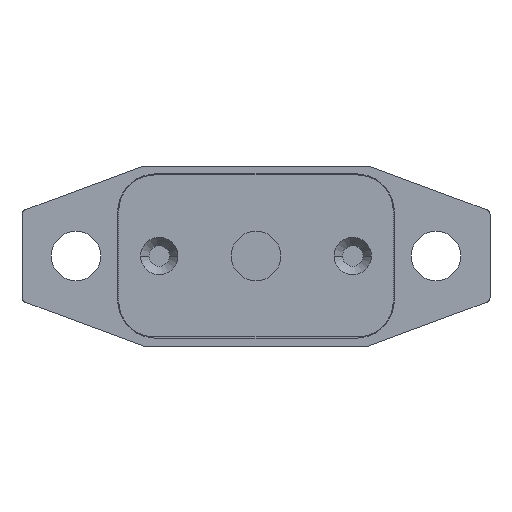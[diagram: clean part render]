
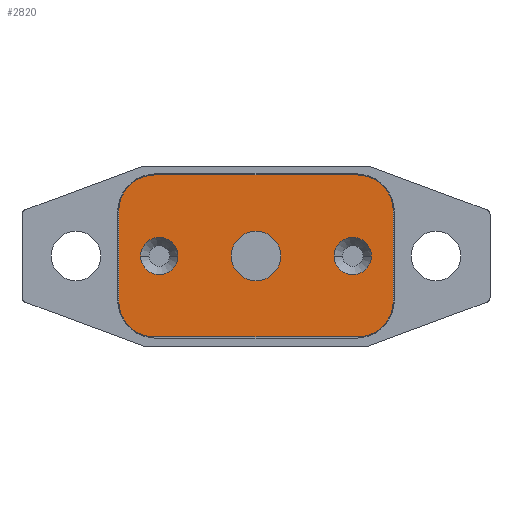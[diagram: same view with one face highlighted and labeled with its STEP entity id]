
A CAD part, front view. The second image highlights one B-rep face of the part: STEP entity #2820.
In plain terms, the highlighted face is planar.
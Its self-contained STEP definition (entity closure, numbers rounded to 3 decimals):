
#2359=DIRECTION('',(-1.,0.,0.));
#2360=VECTOR('',#2359,22.5);
#2361=CARTESIAN_POINT('',(11.25,-9.,-8.3));
#2362=LINE('',#2361,#2360);
#2375=DIRECTION('',(0.,-1.,0.));
#2376=VECTOR('',#2375,10.);
#2377=CARTESIAN_POINT('',(15.25,5.,-8.3));
#2378=LINE('',#2377,#2376);
#2391=DIRECTION('',(1.,0.,0.));
#2392=VECTOR('',#2391,22.5);
#2393=CARTESIAN_POINT('',(-11.25,9.,-8.3));
#2394=LINE('',#2393,#2392);
#2407=DIRECTION('',(0.,1.,0.));
#2408=VECTOR('',#2407,10.);
#2409=CARTESIAN_POINT('',(-15.25,-5.,-8.3));
#2410=LINE('',#2409,#2408);
#2411=CARTESIAN_POINT('',(-11.25,-5.,-8.3));
#2412=DIRECTION('',(0.,0.,1.));
#2413=DIRECTION('',(-1.,0.,0.));
#2414=AXIS2_PLACEMENT_3D('',#2411,#2412,#2413);
#2416=CARTESIAN_POINT('',(11.25,-5.,-8.3));
#2417=DIRECTION('',(0.,0.,1.));
#2418=DIRECTION('',(0.,-1.,0.));
#2419=AXIS2_PLACEMENT_3D('',#2416,#2417,#2418);
#2421=CARTESIAN_POINT('',(11.25,5.,-8.3));
#2422=DIRECTION('',(0.,0.,1.));
#2423=DIRECTION('',(1.,0.,0.));
#2424=AXIS2_PLACEMENT_3D('',#2421,#2422,#2423);
#2426=CARTESIAN_POINT('',(-11.25,5.,-8.3));
#2427=DIRECTION('',(0.,0.,1.));
#2428=DIRECTION('',(0.,1.,0.));
#2429=AXIS2_PLACEMENT_3D('',#2426,#2427,#2428);
#2431=CARTESIAN_POINT('',(0.,0.,-8.3));
#2432=DIRECTION('',(0.,0.,-1.));
#2433=DIRECTION('',(0.,-1.,0.));
#2434=AXIS2_PLACEMENT_3D('',#2431,#2432,#2433);
#2436=CARTESIAN_POINT('',(0.,0.,-8.3));
#2437=DIRECTION('',(0.,0.,-1.));
#2438=DIRECTION('',(0.,1.,0.));
#2439=AXIS2_PLACEMENT_3D('',#2436,#2437,#2438);
#2441=CARTESIAN_POINT('',(10.75,0.,-8.3));
#2442=DIRECTION('',(0.,0.,-1.));
#2443=DIRECTION('',(1.,0.,0.));
#2444=AXIS2_PLACEMENT_3D('',#2441,#2442,#2443);
#2446=CARTESIAN_POINT('',(10.75,0.,-8.3));
#2447=DIRECTION('',(0.,0.,-1.));
#2448=DIRECTION('',(-1.,0.,0.));
#2449=AXIS2_PLACEMENT_3D('',#2446,#2447,#2448);
#2451=CARTESIAN_POINT('',(-10.75,0.,-8.3));
#2452=DIRECTION('',(0.,0.,-1.));
#2453=DIRECTION('',(1.,0.,0.));
#2454=AXIS2_PLACEMENT_3D('',#2451,#2452,#2453);
#2456=CARTESIAN_POINT('',(-10.75,0.,-8.3));
#2457=DIRECTION('',(0.,0.,-1.));
#2458=DIRECTION('',(-1.,0.,0.));
#2459=AXIS2_PLACEMENT_3D('',#2456,#2457,#2458);
#2565=CARTESIAN_POINT('',(-11.25,-9.,-8.3));
#2566=VERTEX_POINT('',#2565);
#2567=CARTESIAN_POINT('',(-15.25,-5.,-8.3));
#2568=VERTEX_POINT('',#2567);
#2569=CARTESIAN_POINT('',(11.25,-9.,-8.3));
#2570=VERTEX_POINT('',#2569);
#2571=CARTESIAN_POINT('',(15.25,-5.,-8.3));
#2572=VERTEX_POINT('',#2571);
#2573=CARTESIAN_POINT('',(15.25,5.,-8.3));
#2574=VERTEX_POINT('',#2573);
#2575=CARTESIAN_POINT('',(11.25,9.,-8.3));
#2576=VERTEX_POINT('',#2575);
#2577=CARTESIAN_POINT('',(-11.25,9.,-8.3));
#2578=VERTEX_POINT('',#2577);
#2579=CARTESIAN_POINT('',(-15.25,5.,-8.3));
#2580=VERTEX_POINT('',#2579);
#2581=CARTESIAN_POINT('',(0.,-2.75,-8.3));
#2582=CARTESIAN_POINT('',(0.,2.75,-8.3));
#2583=VERTEX_POINT('',#2581);
#2584=VERTEX_POINT('',#2582);
#2585=CARTESIAN_POINT('',(12.821,0.,-8.3));
#2586=CARTESIAN_POINT('',(8.679,0.,-8.3));
#2587=VERTEX_POINT('',#2585);
#2588=VERTEX_POINT('',#2586);
#2589=CARTESIAN_POINT('',(-8.679,0.,-8.3));
#2590=CARTESIAN_POINT('',(-12.821,0.,-8.3));
#2591=VERTEX_POINT('',#2589);
#2592=VERTEX_POINT('',#2590);
#2787=CARTESIAN_POINT('',(0.,0.,-8.3));
#2788=DIRECTION('',(0.,0.,1.));
#2789=DIRECTION('',(0.,1.,0.));
#2790=AXIS2_PLACEMENT_3D('',#2787,#2788,#2789);
#2791=PLANE('',#2790);
#2792=ORIENTED_EDGE('',*,*,#2683,.T.);
#2793=ORIENTED_EDGE('',*,*,#2698,.F.);
#2794=ORIENTED_EDGE('',*,*,#2712,.T.);
#2795=ORIENTED_EDGE('',*,*,#2726,.F.);
#2796=ORIENTED_EDGE('',*,*,#2740,.T.);
#2797=ORIENTED_EDGE('',*,*,#2754,.F.);
#2798=ORIENTED_EDGE('',*,*,#2768,.T.);
#2799=ORIENTED_EDGE('',*,*,#2781,.F.);
#2800=EDGE_LOOP('',(#2792,#2793,#2794,#2795,#2796,#2797,#2798,#2799));
#2801=FACE_OUTER_BOUND('',#2800,.F.);
#2803=ORIENTED_EDGE('',*,*,#2802,.T.);
#2805=ORIENTED_EDGE('',*,*,#2804,.T.);
#2806=EDGE_LOOP('',(#2803,#2805));
#2807=FACE_BOUND('',#2806,.F.);
#2809=ORIENTED_EDGE('',*,*,#2808,.T.);
#2811=ORIENTED_EDGE('',*,*,#2810,.T.);
#2812=EDGE_LOOP('',(#2809,#2811));
#2813=FACE_BOUND('',#2812,.F.);
#2815=ORIENTED_EDGE('',*,*,#2814,.T.);
#2817=ORIENTED_EDGE('',*,*,#2816,.T.);
#2818=EDGE_LOOP('',(#2815,#2817));
#2819=FACE_BOUND('',#2818,.F.);
#2820=ADVANCED_FACE('',(#2801,#2807,#2813,#2819),#2791,.F.);
#2415=CIRCLE('',#2414,4.);
#2420=CIRCLE('',#2419,4.);
#2425=CIRCLE('',#2424,4.);
#2430=CIRCLE('',#2429,4.);
#2435=CIRCLE('',#2434,2.75);
#2440=CIRCLE('',#2439,2.75);
#2445=CIRCLE('',#2444,2.071);
#2450=CIRCLE('',#2449,2.071);
#2455=CIRCLE('',#2454,2.071);
#2460=CIRCLE('',#2459,2.071);
#2683=EDGE_CURVE('',#2568,#2566,#2415,.T.);
#2698=EDGE_CURVE('',#2570,#2566,#2362,.T.);
#2712=EDGE_CURVE('',#2570,#2572,#2420,.T.);
#2726=EDGE_CURVE('',#2574,#2572,#2378,.T.);
#2740=EDGE_CURVE('',#2574,#2576,#2425,.T.);
#2754=EDGE_CURVE('',#2578,#2576,#2394,.T.);
#2768=EDGE_CURVE('',#2578,#2580,#2430,.T.);
#2781=EDGE_CURVE('',#2568,#2580,#2410,.T.);
#2802=EDGE_CURVE('',#2583,#2584,#2435,.T.);
#2804=EDGE_CURVE('',#2584,#2583,#2440,.T.);
#2808=EDGE_CURVE('',#2587,#2588,#2445,.T.);
#2810=EDGE_CURVE('',#2588,#2587,#2450,.T.);
#2814=EDGE_CURVE('',#2591,#2592,#2455,.T.);
#2816=EDGE_CURVE('',#2592,#2591,#2460,.T.);
